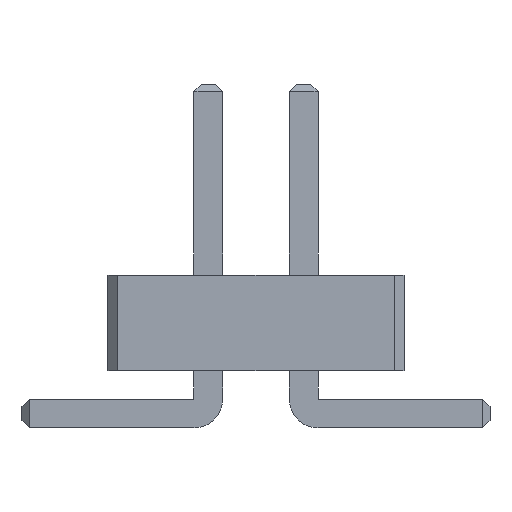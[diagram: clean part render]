
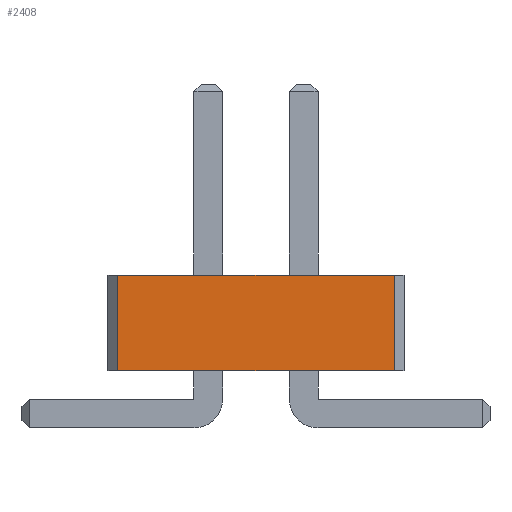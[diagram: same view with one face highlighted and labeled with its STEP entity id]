
A CAD part, front view. The second image highlights one B-rep face of the part: STEP entity #2408.
In plain terms, the highlighted planar face has unit normal (0, -1, 0).
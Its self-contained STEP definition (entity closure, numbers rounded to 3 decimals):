
#286 = VERTEX_POINT('',#287);
#287 = CARTESIAN_POINT('',(1.45,-3.5,0.6));
#293 = EDGE_CURVE('',#294,#286,#296,.T.);
#294 = VERTEX_POINT('',#295);
#295 = CARTESIAN_POINT('',(-1.45,-3.5,0.6));
#296 = LINE('',#297,#298);
#297 = CARTESIAN_POINT('',(-1.45,-3.5,0.6));
#298 = VECTOR('',#299,1.);
#299 = DIRECTION('',(1.,0.,0.));
#1099 = VERTEX_POINT('',#1100);
#1100 = CARTESIAN_POINT('',(1.45,-3.5,1.6));
#1106 = EDGE_CURVE('',#1107,#1099,#1109,.T.);
#1107 = VERTEX_POINT('',#1108);
#1108 = CARTESIAN_POINT('',(-1.45,-3.5,1.6));
#1109 = LINE('',#1110,#1111);
#1110 = CARTESIAN_POINT('',(-1.45,-3.5,1.6));
#1111 = VECTOR('',#1112,1.);
#1112 = DIRECTION('',(1.,0.,0.));
#2380 = EDGE_CURVE('',#294,#1107,#2381,.T.);
#2381 = LINE('',#2382,#2383);
#2382 = CARTESIAN_POINT('',(-1.45,-3.5,0.6));
#2383 = VECTOR('',#2384,1.);
#2384 = DIRECTION('',(0.,0.,1.));
#2408 = ADVANCED_FACE('',(#2409),#2420,.F.);
#2409 = FACE_BOUND('',#2410,.F.);
#2410 = EDGE_LOOP('',(#2411,#2412,#2413,#2419));
#2411 = ORIENTED_EDGE('',*,*,#2380,.T.);
#2412 = ORIENTED_EDGE('',*,*,#1106,.T.);
#2413 = ORIENTED_EDGE('',*,*,#2414,.F.);
#2414 = EDGE_CURVE('',#286,#1099,#2415,.T.);
#2415 = LINE('',#2416,#2417);
#2416 = CARTESIAN_POINT('',(1.45,-3.5,0.6));
#2417 = VECTOR('',#2418,1.);
#2418 = DIRECTION('',(0.,0.,1.));
#2419 = ORIENTED_EDGE('',*,*,#293,.F.);
#2420 = PLANE('',#2421);
#2421 = AXIS2_PLACEMENT_3D('',#2422,#2423,#2424);
#2422 = CARTESIAN_POINT('',(-1.45,-3.5,0.6));
#2423 = DIRECTION('',(0.,1.,0.));
#2424 = DIRECTION('',(1.,0.,0.));
